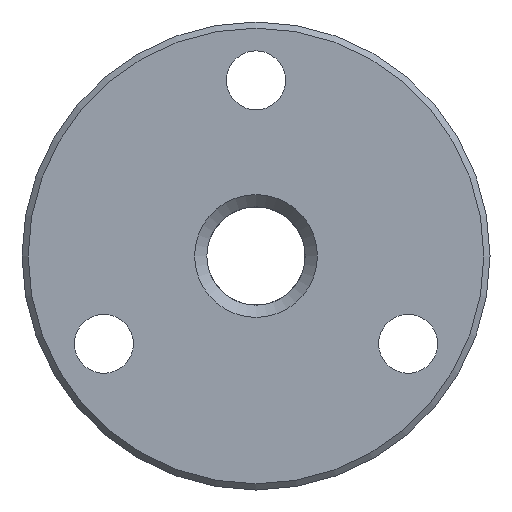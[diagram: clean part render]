
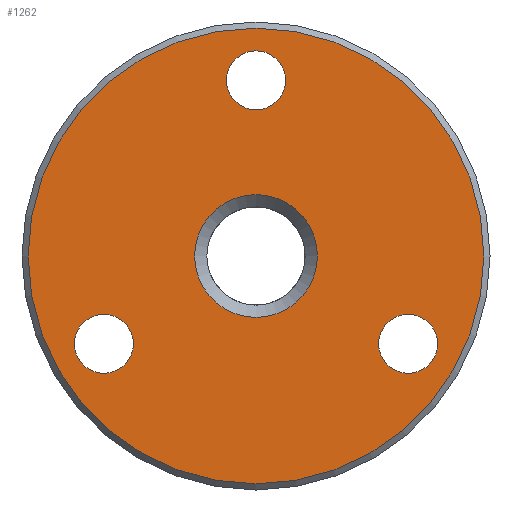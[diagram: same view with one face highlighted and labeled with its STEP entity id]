
A CAD part, front view. The second image highlights one B-rep face of the part: STEP entity #1262.
In plain terms, the highlighted planar face has unit normal (0, -1, 0).
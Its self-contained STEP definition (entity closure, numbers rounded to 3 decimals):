
#17=FACE_BOUND('',#348,.T.);
#18=FACE_BOUND('',#349,.T.);
#19=FACE_BOUND('',#350,.T.);
#20=FACE_BOUND('',#351,.T.);
#227=PLANE('',#1394);
#280=FACE_OUTER_BOUND('',#347,.T.);
#347=EDGE_LOOP('',(#1025));
#348=EDGE_LOOP('',(#1026));
#349=EDGE_LOOP('',(#1027));
#350=EDGE_LOOP('',(#1028));
#351=EDGE_LOOP('',(#1029));
#420=CIRCLE('',#1381,5.);
#428=CIRCLE('',#1395,18.55);
#429=CIRCLE('',#1396,2.4);
#430=CIRCLE('',#1397,2.4);
#431=CIRCLE('',#1398,2.4);
#557=VERTEX_POINT('',#3362);
#571=VERTEX_POINT('',#3434);
#572=VERTEX_POINT('',#3436);
#573=VERTEX_POINT('',#3438);
#574=VERTEX_POINT('',#3440);
#714=EDGE_CURVE('',#557,#557,#420,.T.);
#734=EDGE_CURVE('',#571,#571,#428,.T.);
#735=EDGE_CURVE('',#572,#572,#429,.T.);
#736=EDGE_CURVE('',#573,#573,#430,.T.);
#737=EDGE_CURVE('',#574,#574,#431,.T.);
#1025=ORIENTED_EDGE('',*,*,#734,.F.);
#1026=ORIENTED_EDGE('',*,*,#735,.T.);
#1027=ORIENTED_EDGE('',*,*,#736,.T.);
#1028=ORIENTED_EDGE('',*,*,#737,.T.);
#1029=ORIENTED_EDGE('',*,*,#714,.F.);
#1262=ADVANCED_FACE('',(#280,#17,#18,#19,#20),#227,.F.);
#1381=AXIS2_PLACEMENT_3D('',#3363,#1640,#1641);
#1394=AXIS2_PLACEMENT_3D('',#3433,#1670,#1671);
#1395=AXIS2_PLACEMENT_3D('',#3435,#1672,#1673);
#1396=AXIS2_PLACEMENT_3D('',#3437,#1674,#1675);
#1397=AXIS2_PLACEMENT_3D('',#3439,#1676,#1677);
#1398=AXIS2_PLACEMENT_3D('',#3441,#1678,#1679);
#1640=DIRECTION('center_axis',(0.,-1.,0.));
#1641=DIRECTION('ref_axis',(-1.,0.,0.));
#1670=DIRECTION('center_axis',(0.,1.,0.));
#1671=DIRECTION('ref_axis',(0.,0.,1.));
#1672=DIRECTION('center_axis',(0.,1.,0.));
#1673=DIRECTION('ref_axis',(1.,0.,0.));
#1674=DIRECTION('center_axis',(0.,1.,0.));
#1675=DIRECTION('ref_axis',(1.,0.,0.));
#1676=DIRECTION('center_axis',(0.,1.,0.));
#1677=DIRECTION('ref_axis',(1.,0.,0.));
#1678=DIRECTION('center_axis',(0.,1.,0.));
#1679=DIRECTION('ref_axis',(1.,0.,0.));
#3362=CARTESIAN_POINT('',(5.,0.,0.));
#3363=CARTESIAN_POINT('Origin',(0.,0.,0.));
#3433=CARTESIAN_POINT('Origin',(0.,0.,0.));
#3434=CARTESIAN_POINT('',(-18.55,0.,0.));
#3435=CARTESIAN_POINT('Origin',(0.,0.,0.));
#3436=CARTESIAN_POINT('',(-14.784,0.,-7.15));
#3437=CARTESIAN_POINT('Origin',(-12.384,0.,-7.15));
#3438=CARTESIAN_POINT('',(9.984,0.,-7.15));
#3439=CARTESIAN_POINT('Origin',(12.384,0.,-7.15));
#3440=CARTESIAN_POINT('',(-2.4,0.,14.3));
#3441=CARTESIAN_POINT('Origin',(0.,0.,14.3));
